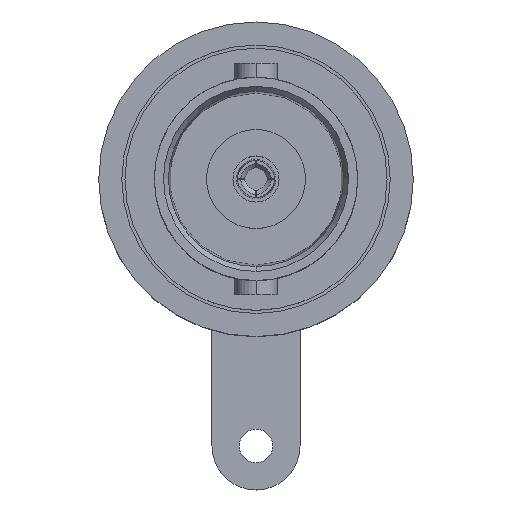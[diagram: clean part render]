
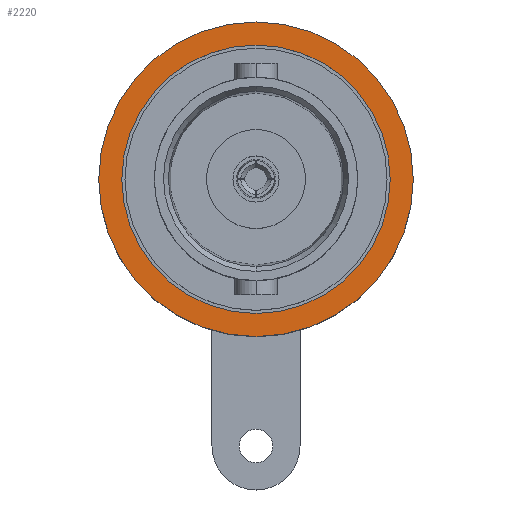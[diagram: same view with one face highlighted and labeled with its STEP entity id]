
A CAD part, top view. The second image highlights one B-rep face of the part: STEP entity #2220.
In plain terms, the highlighted planar face has unit normal (0, 0, 1).
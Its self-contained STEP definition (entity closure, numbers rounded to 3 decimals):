
#112 = DIRECTION ( 'NONE',  ( 0., 0., 1. ) ) ;
#331 = AXIS2_PLACEMENT_3D ( 'NONE', #6100, #112, #7129 ) ;
#836 = CIRCLE ( 'NONE', #4281, 7.5 ) ;
#959 = DIRECTION ( 'NONE',  ( 0., -1., 0. ) ) ;
#1605 = CARTESIAN_POINT ( 'NONE',  ( 0., 0., -10.6 ) ) ;
#1647 = EDGE_CURVE ( 'NONE', #3809, #9560, #836, .T. ) ;
#1748 = ORIENTED_EDGE ( 'NONE', *, *, #9783, .T. ) ;
#2220 = ADVANCED_FACE ( 'NONE', ( #8024, #5377 ), #7141, .F. ) ;
#2442 = ORIENTED_EDGE ( 'NONE', *, *, #6560, .F. ) ;
#2625 = DIRECTION ( 'NONE',  ( 0., -1., 0. ) ) ;
#3089 = VERTEX_POINT ( 'NONE', #6720 ) ;
#3112 = DIRECTION ( 'NONE',  ( 0., 0., 1. ) ) ;
#3192 = CARTESIAN_POINT ( 'NONE',  ( 6.4, 0., -10.6 ) ) ;
#3548 = ORIENTED_EDGE ( 'NONE', *, *, #7178, .F. ) ;
#3809 = VERTEX_POINT ( 'NONE', #11313 ) ;
#4173 = VERTEX_POINT ( 'NONE', #6011 ) ;
#4196 = DIRECTION ( 'NONE',  ( 0., 1., 0. ) ) ;
#4236 = AXIS2_PLACEMENT_3D ( 'NONE', #12931, #6962, #959 ) ;
#4281 = AXIS2_PLACEMENT_3D ( 'NONE', #9129, #3112, #10132 ) ;
#4455 = ORIENTED_EDGE ( 'NONE', *, *, #1647, .T. ) ;
#4945 = CIRCLE ( 'NONE', #4236, 6.4 ) ;
#5005 = AXIS2_PLACEMENT_3D ( 'NONE', #1605, #8625, #2625 ) ;
#5377 = FACE_OUTER_BOUND ( 'NONE', #8693, .T. ) ;
#6011 = CARTESIAN_POINT ( 'NONE',  ( 0., 6.4, -10.6 ) ) ;
#6100 = CARTESIAN_POINT ( 'NONE',  ( 0., 0., -10.6 ) ) ;
#6560 = EDGE_CURVE ( 'NONE', #3089, #4173, #4945, .T. ) ;
#6720 = CARTESIAN_POINT ( 'NONE',  ( 0., -6.4, -10.6 ) ) ;
#6796 = AXIS2_PLACEMENT_3D ( 'NONE', #3192, #10204, #4196 ) ;
#6962 = DIRECTION ( 'NONE',  ( 0., 0., 1. ) ) ;
#7129 = DIRECTION ( 'NONE',  ( 0., -1., 0. ) ) ;
#7141 = PLANE ( 'NONE',  #6796 ) ;
#7178 = EDGE_CURVE ( 'NONE', #4173, #3089, #9944, .T. ) ;
#8024 = FACE_BOUND ( 'NONE', #9610, .T. ) ;
#8154 = CARTESIAN_POINT ( 'NONE',  ( 0., -7.5, -10.6 ) ) ;
#8625 = DIRECTION ( 'NONE',  ( 0., 0., 1. ) ) ;
#8693 = EDGE_LOOP ( 'NONE', ( #1748, #4455 ) ) ;
#9129 = CARTESIAN_POINT ( 'NONE',  ( 0., 0., -10.6 ) ) ;
#9560 = VERTEX_POINT ( 'NONE', #8154 ) ;
#9610 = EDGE_LOOP ( 'NONE', ( #2442, #3548 ) ) ;
#9783 = EDGE_CURVE ( 'NONE', #9560, #3809, #11007, .T. ) ;
#9944 = CIRCLE ( 'NONE', #331, 6.4 ) ;
#10132 = DIRECTION ( 'NONE',  ( 0., -1., 0. ) ) ;
#10204 = DIRECTION ( 'NONE',  ( 0., 0., -1. ) ) ;
#11007 = CIRCLE ( 'NONE', #5005, 7.5 ) ;
#11313 = CARTESIAN_POINT ( 'NONE',  ( 0., 7.5, -10.6 ) ) ;
#12931 = CARTESIAN_POINT ( 'NONE',  ( 0., 0., -10.6 ) ) ;
